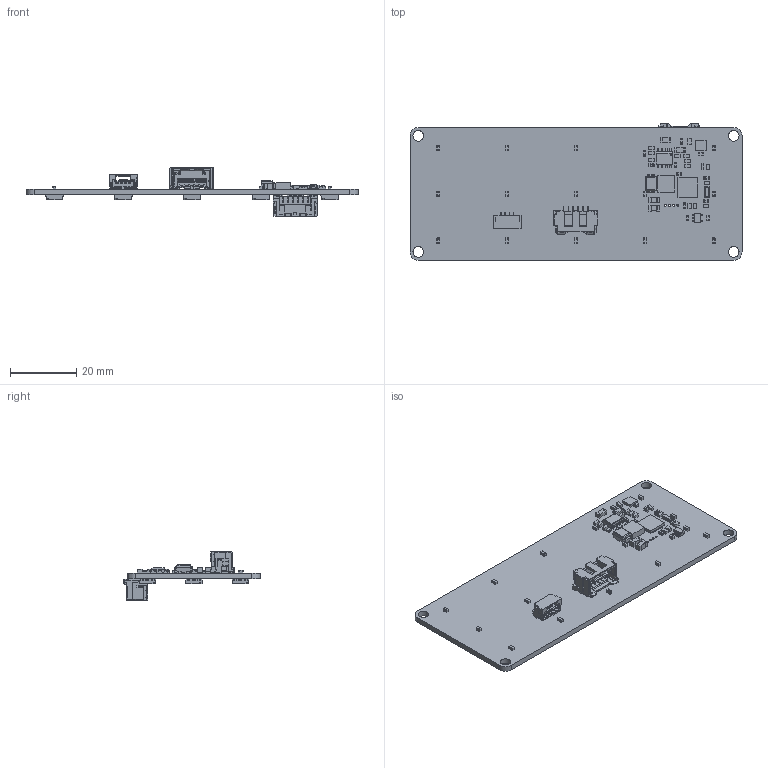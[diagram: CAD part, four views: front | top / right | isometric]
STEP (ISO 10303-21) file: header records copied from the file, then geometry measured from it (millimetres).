
FILE_DESCRIPTION(('Open CASCADE Model'),'2;1');
FILE_NAME('Open CASCADE Shape Model','2021-10-21T22:01:42',('Author'),( 'Open CASCADE'),'Open CASCADE STEP processor 6.8','Open CASCADE 6.8' ,'Unknown');
FILE_SCHEMA(('AUTOMOTIVE_DESIGN { 1 0 10303 214 1 1 1 1 }'));
Length unit declared in the file: millimetre
Products named in the file (94): PCB; Board; Open CASCADE STEP translator 6.8 2.1.1; CAN-AP1; SM04B-GHS-TB(LF)(SN)---3DModel-STEP-56544; CAN2; 5025850670; Open CASCADE STEP translator 6.8 2.3.1.1; Open CASCADE STEP translator 6.8 2.3.1.2; R4; 6024711392; Extruded; R3; D14; LED_-_SMD_RGB_(WS2812); D7; C10; 06035A910JAT2A--3DModel-STEP-56544; C9; C6; C5; C4; C3; D15; D13; D12; D11; D10; D9; D8; D6; D5; D4; D3; D2; D1; C15; C14; C13; C12 ...
Assembly tree (144 placements, depth 4):
  PCB
    Board
      Open CASCADE STEP translator 6.8 2.1.1
    CAN-AP1
      SM04B-GHS-TB(LF)(SN)---3DModel-STEP-56544
    CAN2
      5025850670
        Open CASCADE STEP translator 6.8 2.3.1.1
        Open CASCADE STEP translator 6.8 2.3.1.2
    R4
      6024711392
        Extruded
    R3
      6024711392
        Extruded
    D14
      LED_-_SMD_RGB_(WS2812)
    D7
      LED_-_SMD_RGB_(WS2812)
    C10
      06035A910JAT2A--3DModel-STEP-56544
    C9
      06035A910JAT2A--3DModel-STEP-56544
    C6
      06035A910JAT2A--3DModel-STEP-56544
    C5
      06035A910JAT2A--3DModel-STEP-56544
    C4
      06035A910JAT2A--3DModel-STEP-56544
    C3
      06035A910JAT2A--3DModel-STEP-56544
    D15
      LED_-_SMD_RGB_(WS2812)
    D13
      LED_-_SMD_RGB_(WS2812)
    D12
      LED_-_SMD_RGB_(WS2812)
    D11
      LED_-_SMD_RGB_(WS2812)
    D10
      LED_-_SMD_RGB_(WS2812)
    D9
      LED_-_SMD_RGB_(WS2812)
    D8
      LED_-_SMD_RGB_(WS2812)
    D6
      LED_-_SMD_RGB_(WS2812)
    D5
      LED_-_SMD_RGB_(WS2812)
    D4
      LED_-_SMD_RGB_(WS2812)
    D3
      LED_-_SMD_RGB_(WS2812)
    D2
      LED_-_SMD_RGB_(WS2812)
    D1
      LED_-_SMD_RGB_(WS2812)
    C15
      06035A910JAT2A--3DModel-STEP-56544
    C14
Bounding box: 100 x 41.14 x 14.51 mm (x, y, z)
Volume: 8122.8 mm3; surface area: 12549.6 mm2
Topology: 200 solids, 200 shells, 4356 faces, 11207 edges, 7062 vertices
Faces by surface type: plane 2837, cylinder 1227, sphere 260, bspline 16, torus 16
Full cylindrical faces by diameter (mm): 0.6 x4, 3.2 x4
Entity records: 59944 total; most frequent: CARTESIAN_POINT 10665, ORIENTED_EDGE 9580, DIRECTION 9540, EDGE_CURVE 4790, LINE 4018, VECTOR 4018, VERTEX_POINT 3106, AXIS2_PLACEMENT_3D 2761
